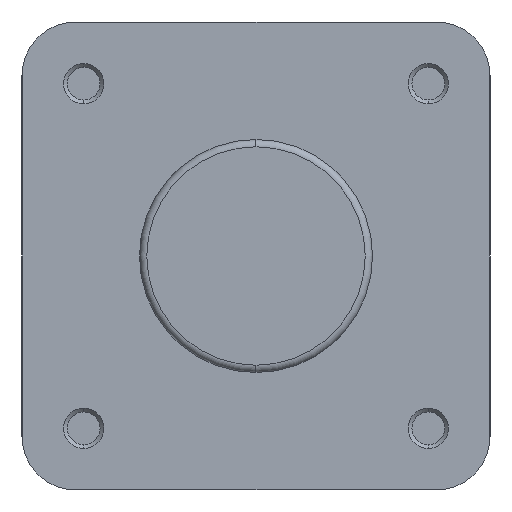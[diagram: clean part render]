
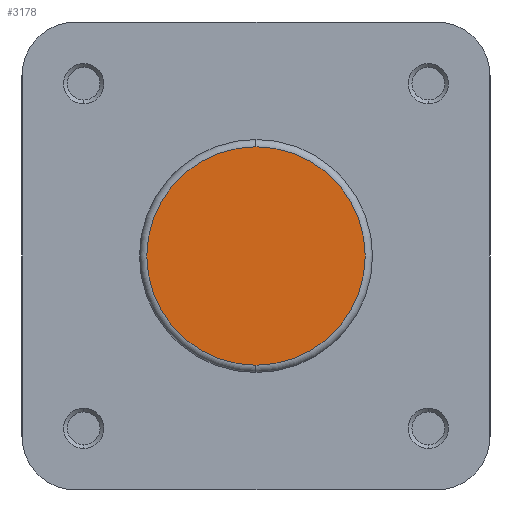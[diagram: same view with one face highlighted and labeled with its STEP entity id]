
A CAD part, left-side view. The second image highlights one B-rep face of the part: STEP entity #3178.
In plain terms, the highlighted planar face has unit normal (-1, 0, 0).
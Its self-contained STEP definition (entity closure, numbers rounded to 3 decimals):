
#304 = CARTESIAN_POINT ( 'NONE',  ( 0., 0., 22.4 ) ) ;
#652 = AXIS2_PLACEMENT_3D ( 'NONE', #1844, #1847, #1848 ) ;
#860 = AXIS2_PLACEMENT_3D ( 'NONE', #2634, #2635, #2636 ) ;
#890 = AXIS2_PLACEMENT_3D ( 'NONE', #2963, #2970, #2971 ) ;
#1413 = ORIENTED_EDGE ( 'NONE', *, *, #4755, .T. ) ;
#1414 = ORIENTED_EDGE ( 'NONE', *, *, #4135, .T. ) ;
#1591 = EDGE_LOOP ( 'NONE', ( #1413, #1414 ) ) ;
#1844 = CARTESIAN_POINT ( 'NONE',  ( 0., 23.9, 0. ) ) ;
#1845 = PLANE ( 'NONE',  #652 ) ;
#1847 = DIRECTION ( 'NONE',  ( 1., 0., 0. ) ) ;
#1848 = DIRECTION ( 'NONE',  ( 0., 0., -1. ) ) ;
#2634 = CARTESIAN_POINT ( 'NONE',  ( 0., 0., 0. ) ) ;
#2635 = DIRECTION ( 'NONE',  ( -1., 0., 0. ) ) ;
#2636 = DIRECTION ( 'NONE',  ( 0., 0., -1. ) ) ;
#2807 = CARTESIAN_POINT ( 'NONE',  ( 0., 0., -22.4 ) ) ;
#2963 = CARTESIAN_POINT ( 'NONE',  ( 0., 0., 0. ) ) ;
#2970 = DIRECTION ( 'NONE',  ( -1., 0., 0. ) ) ;
#2971 = DIRECTION ( 'NONE',  ( 0., 0., -1. ) ) ;
#3178 = ADVANCED_FACE ( 'NONE', ( #4146 ), #1845, .F. ) ;
#3711 = CIRCLE ( 'NONE', #860, 22.4 ) ;
#3792 = CIRCLE ( 'NONE', #890, 22.4 ) ;
#4135 = EDGE_CURVE ( 'NONE', #4928, #4667, #3711, .T. ) ;
#4146 = FACE_OUTER_BOUND ( 'NONE', #1591, .T. ) ;
#4667 = VERTEX_POINT ( 'NONE', #2807 ) ;
#4755 = EDGE_CURVE ( 'NONE', #4667, #4928, #3792, .T. ) ;
#4928 = VERTEX_POINT ( 'NONE', #304 ) ;
